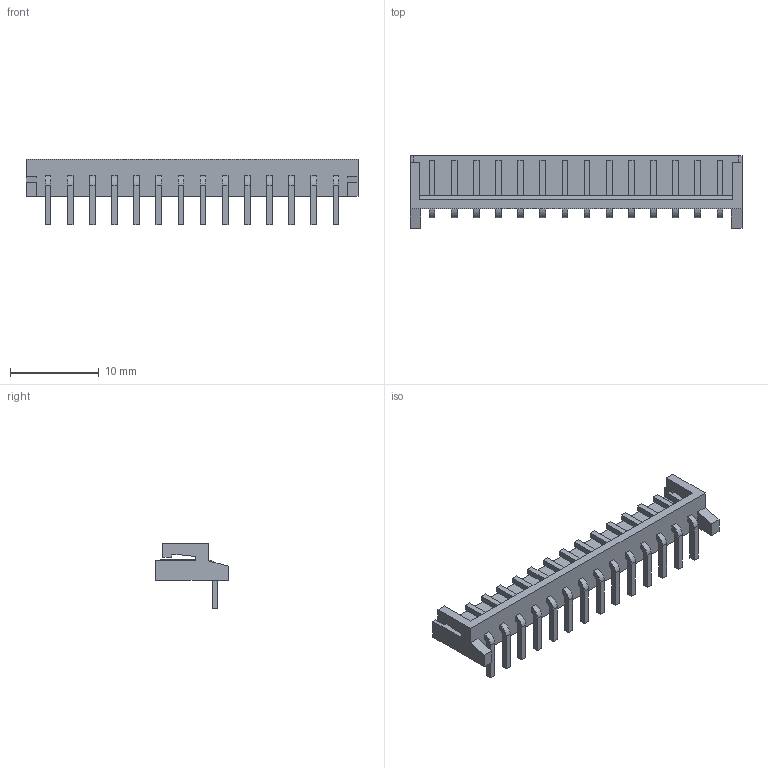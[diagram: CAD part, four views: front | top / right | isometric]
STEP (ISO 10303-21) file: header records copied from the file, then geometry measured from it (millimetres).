
FILE_DESCRIPTION(('FreeCAD Model'),'2;1');
FILE_NAME('JST_EH_S14B-EH_14x2.50mm_Angled.STEP','2016-03-22T23:27:59',('Author'),( ''),'Open CASCADE STEP processor 6.8','FreeCAD','Unknown');
FILE_SCHEMA(('AUTOMOTIVE_DESIGN_CC2 { 1 2 10303 214 -1 1 5 4 }'));
Length unit declared in the file: millimetre
Products named in the file (1): S14B-EH
Bounding box: 37.5 x 8.2 x 7.4 mm (x, y, z)
Volume: 452.3 mm3; surface area: 1213.9 mm2
Topology: 1 solids, 1 shells, 206 faces, 526 edges, 350 vertices
Faces by surface type: plane 178, cylinder 28
Entity records: 16991 total; most frequent: CARTESIAN_POINT 4991, DIRECTION 1908, LINE 1354, VECTOR 1354, ORIENTED_EDGE 1052, PCURVE 1052, DEFINITIONAL_REPRESENTATION 1052, EDGE_CURVE 526
